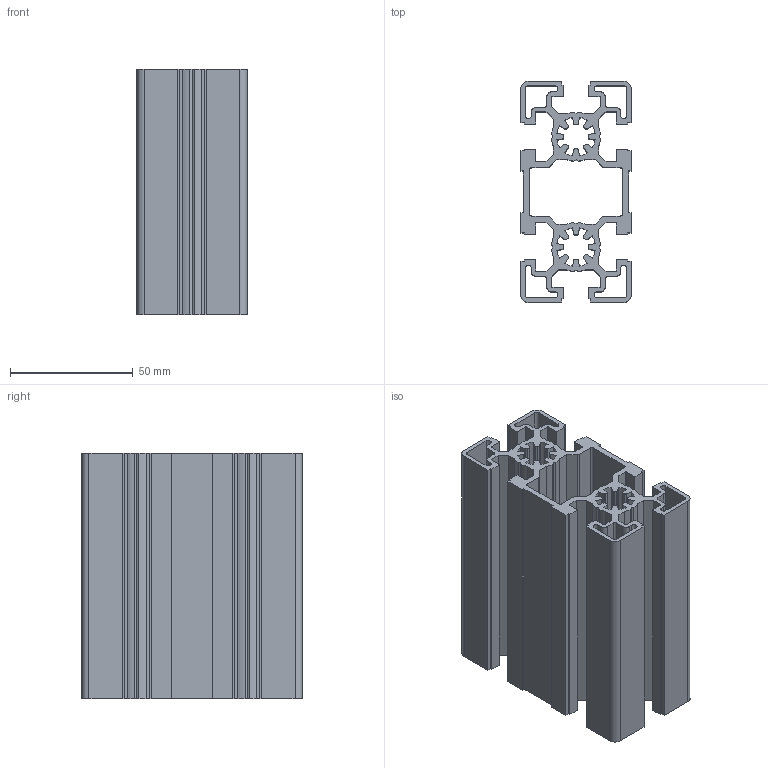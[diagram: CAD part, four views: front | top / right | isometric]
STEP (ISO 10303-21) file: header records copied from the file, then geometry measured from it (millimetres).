
FILE_DESCRIPTION (( 'STEP AP214' ), '1' );
FILE_NAME ('A03-5 (45x90)-STEP.STEP', '2017-03-31T17:06:55', ( 'Advo' ), ( '' ), 'SwSTEP 2.0', 'SolidWorks 2012', '' );
FILE_SCHEMA (( 'AUTOMOTIVE_DESIGN' ));
Length unit declared in the file: millimetre
Products named in the file (1): A03-5 (45x90)-STEP
Bounding box: 45 x 90 x 100 mm (x, y, z)
Volume: 125066.3 mm3; surface area: 104245.2 mm2
Topology: 1 solids, 1 shells, 330 faces, 984 edges, 656 vertices
Faces by surface type: plane 190, cylinder 140
Entity records: 11190 total; most frequent: CARTESIAN_POINT 1971, ORIENTED_EDGE 1968, DIRECTION 1926, EDGE_CURVE 984, LINE 704, VECTOR 704, VERTEX_POINT 656, AXIS2_PLACEMENT_3D 611
